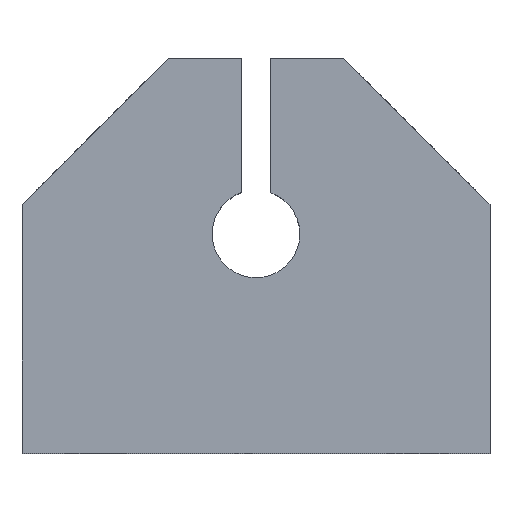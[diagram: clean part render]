
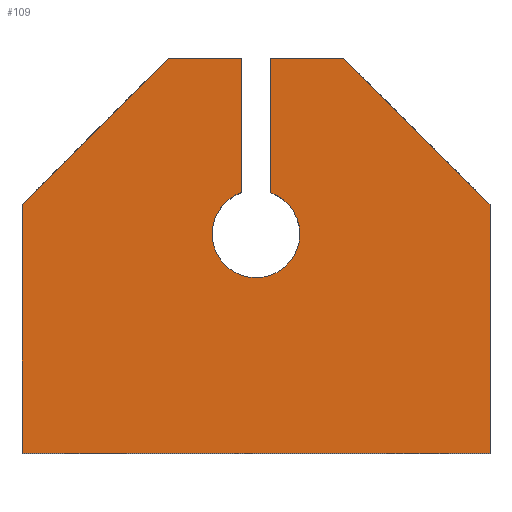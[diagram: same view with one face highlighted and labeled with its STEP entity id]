
A CAD part, top view. The second image highlights one B-rep face of the part: STEP entity #109.
In plain terms, the highlighted planar face has unit normal (0, 0, 1).
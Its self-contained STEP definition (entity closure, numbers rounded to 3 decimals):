
#109 = ADVANCED_FACE( '', ( #191 ), #192, .T. );
#191 = FACE_OUTER_BOUND( '', #274, .T. );
#192 = PLANE( '', #275 );
#274 = EDGE_LOOP( '', ( #540, #541, #542, #543, #544, #545, #546, #547, #548, #549, #550 ) );
#275 = AXIS2_PLACEMENT_3D( '', #551, #552, #553 );
#540 = ORIENTED_EDGE( '', *, *, #630, .F. );
#541 = ORIENTED_EDGE( '', *, *, #657, .F. );
#542 = ORIENTED_EDGE( '', *, *, #654, .F. );
#543 = ORIENTED_EDGE( '', *, *, #651, .F. );
#544 = ORIENTED_EDGE( '', *, *, #648, .F. );
#545 = ORIENTED_EDGE( '', *, *, #645, .F. );
#546 = ORIENTED_EDGE( '', *, *, #569, .F. );
#547 = ORIENTED_EDGE( '', *, *, #644, .F. );
#548 = ORIENTED_EDGE( '', *, *, #640, .F. );
#549 = ORIENTED_EDGE( '', *, *, #637, .F. );
#550 = ORIENTED_EDGE( '', *, *, #634, .F. );
#551 = CARTESIAN_POINT( '', ( 0., 0., 16. ) );
#552 = DIRECTION( '', ( 0., 0., 1. ) );
#553 = DIRECTION( '', ( 1., 0., 0. ) );
#569 = EDGE_CURVE( '', #659, #662, #663, .T. );
#630 = EDGE_CURVE( '', #763, #764, #765, .T. );
#634 = EDGE_CURVE( '', #764, #771, #772, .T. );
#637 = EDGE_CURVE( '', #771, #776, #777, .T. );
#640 = EDGE_CURVE( '', #776, #781, #782, .T. );
#644 = EDGE_CURVE( '', #781, #659, #787, .T. );
#645 = EDGE_CURVE( '', #662, #788, #789, .T. );
#648 = EDGE_CURVE( '', #788, #793, #794, .T. );
#651 = EDGE_CURVE( '', #793, #798, #799, .T. );
#654 = EDGE_CURVE( '', #798, #803, #804, .T. );
#657 = EDGE_CURVE( '', #803, #763, #808, .T. );
#659 = VERTEX_POINT( '', #810 );
#662 = VERTEX_POINT( '', #814 );
#663 = CIRCLE( '', #815, 3. );
#763 = VERTEX_POINT( '', #1038 );
#764 = VERTEX_POINT( '', #1039 );
#765 = LINE( '', #1040, #1041 );
#771 = VERTEX_POINT( '', #1050 );
#772 = LINE( '', #1051, #1052 );
#776 = VERTEX_POINT( '', #1058 );
#777 = LINE( '', #1059, #1060 );
#781 = VERTEX_POINT( '', #1066 );
#782 = LINE( '', #1067, #1068 );
#787 = CIRCLE( '', #1075, 3. );
#788 = VERTEX_POINT( '', #1076 );
#789 = LINE( '', #1077, #1078 );
#793 = VERTEX_POINT( '', #1084 );
#794 = LINE( '', #1085, #1086 );
#798 = VERTEX_POINT( '', #1092 );
#799 = LINE( '', #1093, #1094 );
#803 = VERTEX_POINT( '', #1100 );
#804 = LINE( '', #1101, #1102 );
#808 = LINE( '', #1108, #1109 );
#810 = CARTESIAN_POINT( '', ( -1., 12.172, 16. ) );
#814 = CARTESIAN_POINT( '', ( 1., 17.828, 16. ) );
#815 = AXIS2_PLACEMENT_3D( '', #1113, #1114, #1115 );
#1038 = CARTESIAN_POINT( '', ( -16., 0., 16. ) );
#1039 = CARTESIAN_POINT( '', ( -16., 17., 16. ) );
#1040 = CARTESIAN_POINT( '', ( -16., 17., 16. ) );
#1041 = VECTOR( '', #1236, 1. );
#1050 = CARTESIAN_POINT( '', ( -6., 27., 16. ) );
#1051 = CARTESIAN_POINT( '', ( -6., 27., 16. ) );
#1052 = VECTOR( '', #1240, 1. );
#1058 = CARTESIAN_POINT( '', ( -1., 27., 16. ) );
#1059 = CARTESIAN_POINT( '', ( -1., 27., 16. ) );
#1060 = VECTOR( '', #1243, 1. );
#1066 = CARTESIAN_POINT( '', ( -1., 17.828, 16. ) );
#1067 = CARTESIAN_POINT( '', ( -1., 17.828, 16. ) );
#1068 = VECTOR( '', #1246, 1. );
#1075 = AXIS2_PLACEMENT_3D( '', #1252, #1253, #1254 );
#1076 = CARTESIAN_POINT( '', ( 1., 27., 16. ) );
#1077 = CARTESIAN_POINT( '', ( 1., 27., 16. ) );
#1078 = VECTOR( '', #1255, 1. );
#1084 = CARTESIAN_POINT( '', ( 6., 27., 16. ) );
#1085 = CARTESIAN_POINT( '', ( 6., 27., 16. ) );
#1086 = VECTOR( '', #1258, 1. );
#1092 = CARTESIAN_POINT( '', ( 16., 17., 16. ) );
#1093 = CARTESIAN_POINT( '', ( 16., 17., 16. ) );
#1094 = VECTOR( '', #1261, 1. );
#1100 = CARTESIAN_POINT( '', ( 16., 0., 16. ) );
#1101 = CARTESIAN_POINT( '', ( 16., 0., 16. ) );
#1102 = VECTOR( '', #1264, 1. );
#1108 = CARTESIAN_POINT( '', ( -16., 0., 16. ) );
#1109 = VECTOR( '', #1267, 1. );
#1113 = CARTESIAN_POINT( '', ( 0., 15., 16. ) );
#1114 = DIRECTION( '', ( 0., 0., 1. ) );
#1115 = DIRECTION( '', ( 0.333, 0.943, 0. ) );
#1236 = DIRECTION( '', ( 0., 1., 0. ) );
#1240 = DIRECTION( '', ( 0.707, 0.707, 0. ) );
#1243 = DIRECTION( '', ( 1., 0., 0. ) );
#1246 = DIRECTION( '', ( 0., -1., 0. ) );
#1252 = CARTESIAN_POINT( '', ( 0., 15., 16. ) );
#1253 = DIRECTION( '', ( 0., 0., 1. ) );
#1254 = DIRECTION( '', ( 0.333, 0.943, 0. ) );
#1255 = DIRECTION( '', ( 0., 1., 0. ) );
#1258 = DIRECTION( '', ( 1., 0., 0. ) );
#1261 = DIRECTION( '', ( 0.707, -0.707, 0. ) );
#1264 = DIRECTION( '', ( 0., -1., 0. ) );
#1267 = DIRECTION( '', ( -1., 0., 0. ) );
